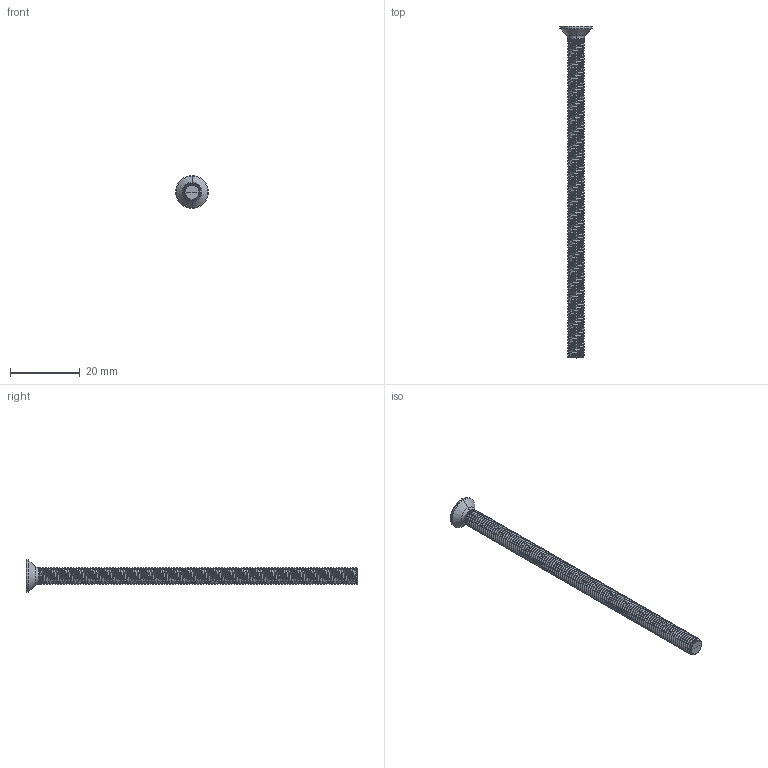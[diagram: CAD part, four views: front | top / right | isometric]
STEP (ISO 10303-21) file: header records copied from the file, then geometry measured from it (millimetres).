
FILE_DESCRIPTION (( 'STEP AP203' ), '1' );
FILE_NAME ('STM410500950.STEP', '2020-12-18T17:37:45', ( '' ), ( '' ), 'SwSTEP 2.0', 'SolidWorks 2015', '' );
FILE_SCHEMA (( 'CONFIG_CONTROL_DESIGN' ));
Length unit declared in the file: millimetre
Products named in the file (2): STM410500950
Bounding box: 9.3 x 95 x 9.3 mm (x, y, z)
Volume: 1585.4 mm3; surface area: 2370.7 mm2
Topology: 1 solids, 1 shells, 299 faces, 860 edges, 562 vertices
Faces by surface type: cylinder 251, bspline 18, cone 14, torus 9, plane 5, sphere 2
Entity records: 50410 total; most frequent: CARTESIAN_POINT 43980, ORIENTED_EDGE 1716, DIRECTION 946, EDGE_CURVE 858, VERTEX_POINT 562, AXIS2_PLACEMENT_3D 341, EDGE_LOOP 300, FACE_OUTER_BOUND 299
